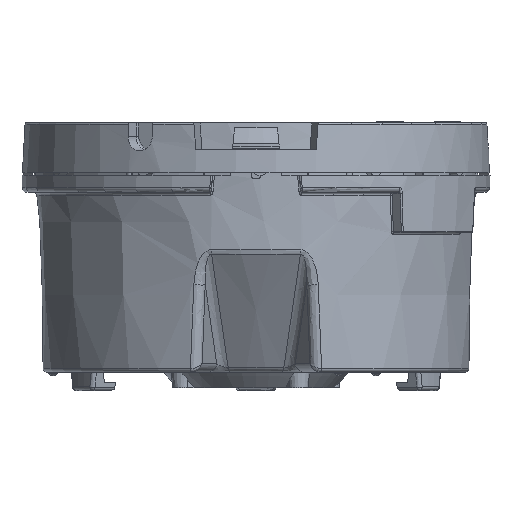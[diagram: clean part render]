
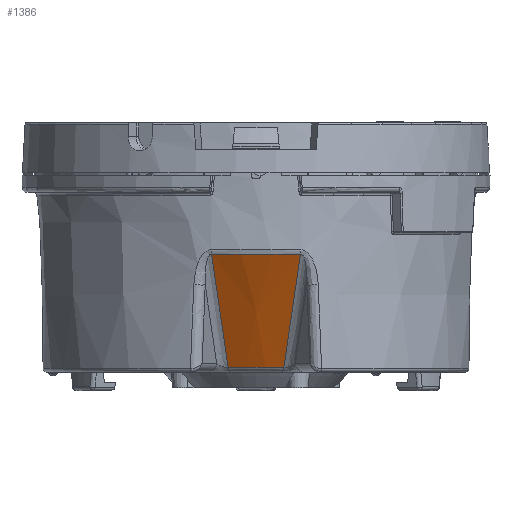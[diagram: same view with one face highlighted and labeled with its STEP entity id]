
A CAD part, front view. The second image highlights one B-rep face of the part: STEP entity #1386.
In plain terms, the highlighted conical face has half-angle 30 degrees and reference radius 14.66 mm.
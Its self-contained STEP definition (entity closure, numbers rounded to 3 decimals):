
#1386=ADVANCED_FACE('',(#3165),#3166,.T.);
#3165=FACE_OUTER_BOUND('',#6297,.T.);
#3166=CONICAL_SURFACE('',#6298,14.66,0.524);
#6297=EDGE_LOOP('',(#20583,#20584,#20585,#20586));
#6298=AXIS2_PLACEMENT_3D('',#20587,#20588,#20589);
#20583=ORIENTED_EDGE('',*,*,#25519,.T.);
#20584=ORIENTED_EDGE('',*,*,#25520,.T.);
#20585=ORIENTED_EDGE('',*,*,#25521,.T.);
#20586=ORIENTED_EDGE('',*,*,#25522,.T.);
#20587=CARTESIAN_POINT('',(0.,0.,0.));
#20588=DIRECTION('',(-0.0,-0.0,1.0));
#20589=DIRECTION('',(1.0,0.,0.0));
#25519=EDGE_CURVE('',#28488,#28489,#28490,.T.);
#25520=EDGE_CURVE('',#28489,#28491,#28492,.T.);
#25521=EDGE_CURVE('',#28491,#28493,#28494,.T.);
#25522=EDGE_CURVE('',#28493,#28488,#28495,.T.);
#28488=VERTEX_POINT('',#33779);
#28489=VERTEX_POINT('',#33780);
#28490=B_SPLINE_CURVE_WITH_KNOTS('',3,(#33781,#33782,#33783,#33784,#33785,#33786,#33787),.UNSPECIFIED.,.F.,.F.,(4,3,4),(0.0,0.007,0.014),.UNSPECIFIED.);
#28491=VERTEX_POINT('',#33788);
#28492=CIRCLE('',#33789,16.219);
#28493=VERTEX_POINT('',#33790);
#28494=B_SPLINE_CURVE_WITH_KNOTS('',3,(#33791,#33792,#33793,#33794,#33795,#33796,#33797),.UNSPECIFIED.,.F.,.F.,(4,3,4),(0.,0.007,0.014),.UNSPECIFIED.);
#28495=B_SPLINE_CURVE_WITH_KNOTS('',3,(#33798,#33799,#33800,#33801,#33802,#33803),.UNSPECIFIED.,.F.,.F.,(4,2,4),(0.0,0.5,1.0),.UNSPECIFIED.);
#33779=CARTESIAN_POINT('',(-4.782,-22.768,14.904));
#33780=CARTESIAN_POINT('',(-2.996,-15.94,2.7));
#33781=CARTESIAN_POINT('',(-4.782,-22.768,14.904));
#33782=CARTESIAN_POINT('',(-4.473,-21.588,12.794));
#33783=CARTESIAN_POINT('',(-4.163,-20.408,10.684));
#33784=CARTESIAN_POINT('',(-3.855,-19.228,8.575));
#33785=CARTESIAN_POINT('',(-3.568,-18.132,6.616));
#33786=CARTESIAN_POINT('',(-3.282,-17.036,4.658));
#33787=CARTESIAN_POINT('',(-2.996,-15.94,2.7));
#33788=CARTESIAN_POINT('',(2.996,-15.94,2.7));
#33789=AXIS2_PLACEMENT_3D('',#41239,#41240,#41241);
#33790=CARTESIAN_POINT('',(4.782,-22.768,14.904));
#33791=CARTESIAN_POINT('',(2.996,-15.94,2.7));
#33792=CARTESIAN_POINT('',(3.282,-17.036,4.658));
#33793=CARTESIAN_POINT('',(3.568,-18.132,6.616));
#33794=CARTESIAN_POINT('',(3.855,-19.228,8.575));
#33795=CARTESIAN_POINT('',(4.163,-20.408,10.684));
#33796=CARTESIAN_POINT('',(4.472,-21.588,12.794));
#33797=CARTESIAN_POINT('',(4.782,-22.768,14.904));
#33798=CARTESIAN_POINT('',(4.782,-22.768,14.904));
#33799=CARTESIAN_POINT('',(3.211,-23.098,14.904));
#33800=CARTESIAN_POINT('',(1.605,-23.265,14.904));
#33801=CARTESIAN_POINT('',(-1.605,-23.265,14.904));
#33802=CARTESIAN_POINT('',(-3.211,-23.098,14.904));
#33803=CARTESIAN_POINT('',(-4.782,-22.768,14.904));
#41239=CARTESIAN_POINT('',(0.,0.,2.7));
#41240=DIRECTION('',(0.,0.,1.0));
#41241=DIRECTION('',(-1.0,0.0,0.));
